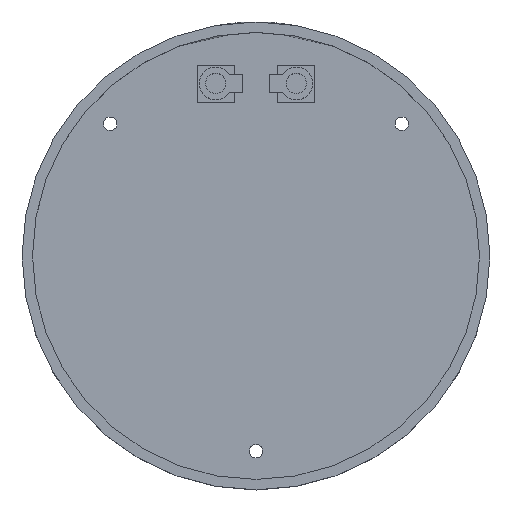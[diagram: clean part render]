
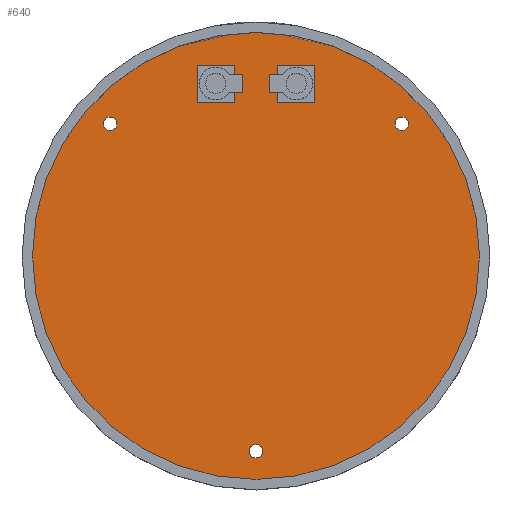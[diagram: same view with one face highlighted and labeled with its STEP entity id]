
A CAD part, top view. The second image highlights one B-rep face of the part: STEP entity #640.
In plain terms, the highlighted planar face has unit normal (0, 0, 1).
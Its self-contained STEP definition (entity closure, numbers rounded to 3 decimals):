
#30=FACE_BOUND('',#136,.T.);
#31=FACE_BOUND('',#137,.T.);
#32=FACE_BOUND('',#138,.T.);
#33=FACE_BOUND('',#139,.T.);
#34=FACE_BOUND('',#140,.T.);
#55=PLANE('',#712);
#89=FACE_OUTER_BOUND('',#135,.T.);
#135=EDGE_LOOP('',(#525,#526));
#136=EDGE_LOOP('',(#527,#528,#529,#530));
#137=EDGE_LOOP('',(#531,#532,#533,#534));
#138=EDGE_LOOP('',(#535));
#139=EDGE_LOOP('',(#536));
#140=EDGE_LOOP('',(#537));
#164=LINE('',#952,#219);
#168=LINE('',#960,#223);
#171=LINE('',#966,#226);
#174=LINE('',#971,#229);
#176=LINE('',#977,#231);
#180=LINE('',#985,#235);
#183=LINE('',#991,#238);
#186=LINE('',#996,#241);
#219=VECTOR('',#773,10.);
#223=VECTOR('',#779,10.);
#226=VECTOR('',#784,10.);
#229=VECTOR('',#789,10.);
#231=VECTOR('',#795,10.);
#235=VECTOR('',#801,10.);
#238=VECTOR('',#806,10.);
#241=VECTOR('',#811,10.);
#281=CIRCLE('',#699,33.2);
#282=CIRCLE('',#700,33.2);
#285=CIRCLE('',#707,1.);
#286=CIRCLE('',#709,1.);
#287=CIRCLE('',#711,1.);
#305=VERTEX_POINT('',#950);
#306=VERTEX_POINT('',#951);
#309=VERTEX_POINT('',#959);
#311=VERTEX_POINT('',#965);
#313=VERTEX_POINT('',#975);
#314=VERTEX_POINT('',#976);
#317=VERTEX_POINT('',#984);
#319=VERTEX_POINT('',#990);
#322=VERTEX_POINT('',#1002);
#323=VERTEX_POINT('',#1004);
#329=VERTEX_POINT('',#1092);
#330=VERTEX_POINT('',#1096);
#331=VERTEX_POINT('',#1100);
#364=EDGE_CURVE('',#305,#306,#164,.T.);
#368=EDGE_CURVE('',#309,#305,#168,.T.);
#371=EDGE_CURVE('',#311,#309,#171,.T.);
#374=EDGE_CURVE('',#306,#311,#174,.T.);
#376=EDGE_CURVE('',#313,#314,#176,.T.);
#380=EDGE_CURVE('',#317,#313,#180,.T.);
#383=EDGE_CURVE('',#319,#317,#183,.T.);
#386=EDGE_CURVE('',#314,#319,#186,.T.);
#390=EDGE_CURVE('',#322,#323,#281,.F.);
#393=EDGE_CURVE('',#323,#322,#282,.F.);
#399=EDGE_CURVE('',#329,#329,#285,.T.);
#401=EDGE_CURVE('',#330,#330,#286,.T.);
#403=EDGE_CURVE('',#331,#331,#287,.T.);
#525=ORIENTED_EDGE('',*,*,#393,.F.);
#526=ORIENTED_EDGE('',*,*,#390,.F.);
#527=ORIENTED_EDGE('',*,*,#364,.T.);
#528=ORIENTED_EDGE('',*,*,#374,.T.);
#529=ORIENTED_EDGE('',*,*,#371,.T.);
#530=ORIENTED_EDGE('',*,*,#368,.T.);
#531=ORIENTED_EDGE('',*,*,#376,.T.);
#532=ORIENTED_EDGE('',*,*,#386,.T.);
#533=ORIENTED_EDGE('',*,*,#383,.T.);
#534=ORIENTED_EDGE('',*,*,#380,.T.);
#535=ORIENTED_EDGE('',*,*,#403,.T.);
#536=ORIENTED_EDGE('',*,*,#401,.T.);
#537=ORIENTED_EDGE('',*,*,#399,.T.);
#640=ADVANCED_FACE('',(#89,#30,#31,#32,#33,#34),#55,.T.);
#699=AXIS2_PLACEMENT_3D('',#1005,#820,#821);
#700=AXIS2_PLACEMENT_3D('',#1044,#822,#823);
#707=AXIS2_PLACEMENT_3D('',#1093,#837,#838);
#709=AXIS2_PLACEMENT_3D('',#1097,#842,#843);
#711=AXIS2_PLACEMENT_3D('',#1101,#847,#848);
#712=AXIS2_PLACEMENT_3D('',#1103,#850,#851);
#773=DIRECTION('',(-1.,0.,0.));
#779=DIRECTION('',(0.,-1.,0.));
#784=DIRECTION('',(1.,0.,0.));
#789=DIRECTION('',(0.,1.,0.));
#795=DIRECTION('',(-1.,0.,0.));
#801=DIRECTION('',(0.,-1.,0.));
#806=DIRECTION('',(1.,0.,0.));
#811=DIRECTION('',(0.,1.,0.));
#820=DIRECTION('center_axis',(0.,0.,1.));
#821=DIRECTION('ref_axis',(1.,0.,0.));
#822=DIRECTION('center_axis',(0.,0.,1.));
#823=DIRECTION('ref_axis',(1.,0.,0.));
#837=DIRECTION('center_axis',(0.,0.,-1.));
#838=DIRECTION('ref_axis',(1.,0.,0.));
#842=DIRECTION('center_axis',(0.,0.,-1.));
#843=DIRECTION('ref_axis',(1.,0.,0.));
#847=DIRECTION('center_axis',(0.,0.,-1.));
#848=DIRECTION('ref_axis',(1.,0.,0.));
#850=DIRECTION('center_axis',(0.,0.,1.));
#851=DIRECTION('ref_axis',(1.,0.,0.));
#950=CARTESIAN_POINT('',(-3.25,22.875,2.));
#951=CARTESIAN_POINT('',(-8.75,22.875,2.));
#952=CARTESIAN_POINT('',(-1.625,22.875,2.));
#959=CARTESIAN_POINT('',(-3.25,28.375,2.));
#960=CARTESIAN_POINT('',(-3.25,14.188,2.));
#965=CARTESIAN_POINT('',(-8.75,28.375,2.));
#966=CARTESIAN_POINT('',(-4.375,28.375,2.));
#971=CARTESIAN_POINT('',(-8.75,11.438,2.));
#975=CARTESIAN_POINT('',(8.75,22.875,2.));
#976=CARTESIAN_POINT('',(3.25,22.875,2.));
#977=CARTESIAN_POINT('',(4.375,22.875,2.));
#984=CARTESIAN_POINT('',(8.75,28.375,2.));
#985=CARTESIAN_POINT('',(8.75,14.187,2.));
#990=CARTESIAN_POINT('',(3.25,28.375,2.));
#991=CARTESIAN_POINT('',(1.625,28.375,2.));
#996=CARTESIAN_POINT('',(3.25,11.437,2.));
#1002=CARTESIAN_POINT('',(-33.2,0.,2.));
#1004=CARTESIAN_POINT('',(0.,33.2,2.));
#1005=CARTESIAN_POINT('Origin',(0.,0.,2.));
#1044=CARTESIAN_POINT('Origin',(0.,0.,2.));
#1092=CARTESIAN_POINT('',(-1.,-29.,2.));
#1093=CARTESIAN_POINT('Origin',(0.,-29.,2.));
#1096=CARTESIAN_POINT('',(20.661,19.644,2.));
#1097=CARTESIAN_POINT('Origin',(21.661,19.644,2.));
#1100=CARTESIAN_POINT('',(-22.661,19.644,2.));
#1101=CARTESIAN_POINT('Origin',(-21.661,19.644,2.));
#1103=CARTESIAN_POINT('Origin',(0.,0.,2.));
